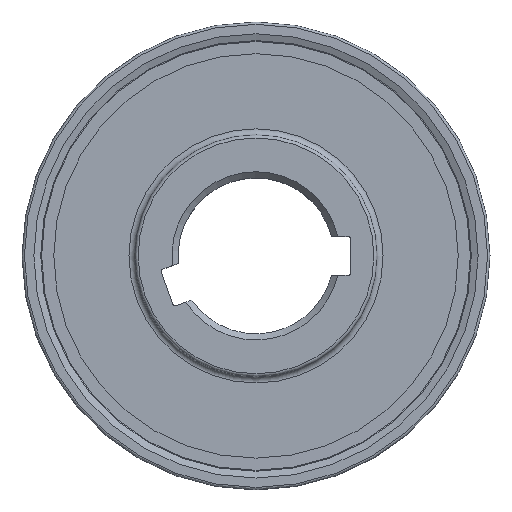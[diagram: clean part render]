
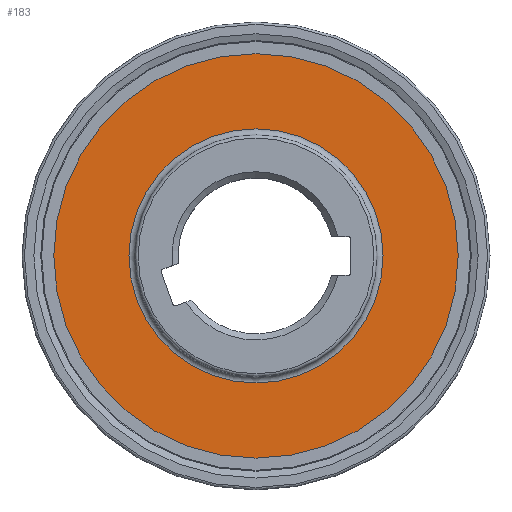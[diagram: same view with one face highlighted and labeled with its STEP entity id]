
A CAD part, top view. The second image highlights one B-rep face of the part: STEP entity #183.
In plain terms, the highlighted planar face has unit normal (0, 0, 1).
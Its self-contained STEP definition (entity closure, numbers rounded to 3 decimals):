
#56=PLANE('',#686);
#74=FACE_BOUND('',#256,.T.);
#75=FACE_BOUND('',#257,.T.);
#183=ADVANCED_FACE('',(#74,#75),#56,.T.);
#256=EDGE_LOOP('',(#402));
#257=EDGE_LOOP('',(#403));
#326=CIRCLE('',#683,20.7);
#327=CIRCLE('',#685,35.82);
#402=ORIENTED_EDGE('',*,*,#591,.T.);
#403=ORIENTED_EDGE('',*,*,#590,.F.);
#526=VERTEX_POINT('',#1055);
#527=VERTEX_POINT('',#1058);
#590=EDGE_CURVE('',#526,#526,#326,.T.);
#591=EDGE_CURVE('',#527,#527,#327,.T.);
#683=AXIS2_PLACEMENT_3D('',#1054,#817,#818);
#685=AXIS2_PLACEMENT_3D('',#1057,#821,#822);
#686=AXIS2_PLACEMENT_3D('',#1059,#823,#824);
#817=DIRECTION('',(0.,0.,1.));
#818=DIRECTION('',(1.,0.,0.));
#821=DIRECTION('',(0.,0.,1.));
#822=DIRECTION('',(1.,0.,0.));
#823=DIRECTION('',(0.,0.,1.));
#824=DIRECTION('',(-1.,0.,0.));
#1054=CARTESIAN_POINT('',(0.,0.,-3.879));
#1055=CARTESIAN_POINT('',(20.7,0.,-3.879));
#1057=CARTESIAN_POINT('',(0.,0.,-3.879));
#1058=CARTESIAN_POINT('',(35.82,0.,-3.879));
#1059=CARTESIAN_POINT('',(0.,20.719,-3.879));
